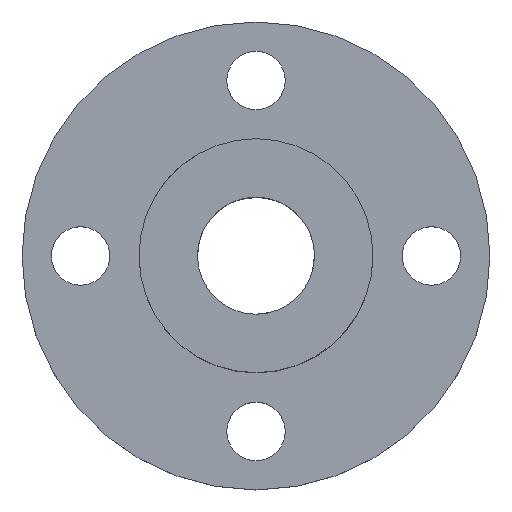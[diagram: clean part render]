
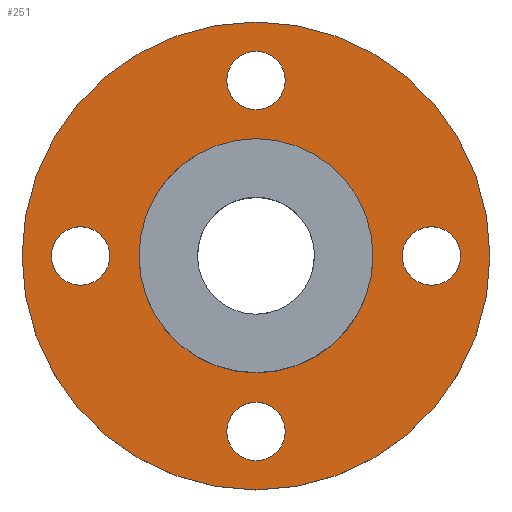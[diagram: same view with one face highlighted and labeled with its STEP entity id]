
A CAD part, top view. The second image highlights one B-rep face of the part: STEP entity #251.
In plain terms, the highlighted planar face has unit normal (0, 0, 1).
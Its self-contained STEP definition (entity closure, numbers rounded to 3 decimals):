
#16=PLANE('',#291);
#23=FACE_BOUND('',#75,.T.);
#24=FACE_BOUND('',#76,.T.);
#25=FACE_BOUND('',#77,.T.);
#26=FACE_BOUND('',#78,.T.);
#27=FACE_BOUND('',#79,.T.);
#34=CIRCLE('',#271,8.);
#37=CIRCLE('',#277,2.);
#39=CIRCLE('',#280,2.);
#41=CIRCLE('',#283,2.);
#43=CIRCLE('',#286,2.);
#45=CIRCLE('',#289,16.);
#57=FACE_OUTER_BOUND('',#74,.T.);
#74=EDGE_LOOP('',(#220));
#75=EDGE_LOOP('',(#221));
#76=EDGE_LOOP('',(#222));
#77=EDGE_LOOP('',(#223));
#78=EDGE_LOOP('',(#224));
#79=EDGE_LOOP('',(#225));
#123=VERTEX_POINT('',#520);
#126=VERTEX_POINT('',#531);
#128=VERTEX_POINT('',#537);
#130=VERTEX_POINT('',#543);
#132=VERTEX_POINT('',#549);
#134=VERTEX_POINT('',#555);
#149=EDGE_CURVE('',#123,#123,#34,.T.);
#153=EDGE_CURVE('',#126,#126,#37,.T.);
#156=EDGE_CURVE('',#128,#128,#39,.T.);
#159=EDGE_CURVE('',#130,#130,#41,.T.);
#162=EDGE_CURVE('',#132,#132,#43,.T.);
#165=EDGE_CURVE('',#134,#134,#45,.T.);
#220=ORIENTED_EDGE('',*,*,#165,.T.);
#221=ORIENTED_EDGE('',*,*,#149,.T.);
#222=ORIENTED_EDGE('',*,*,#162,.T.);
#223=ORIENTED_EDGE('',*,*,#159,.T.);
#224=ORIENTED_EDGE('',*,*,#156,.T.);
#225=ORIENTED_EDGE('',*,*,#153,.T.);
#251=ADVANCED_FACE('',(#57,#23,#24,#25,#26,#27),#16,.T.);
#271=AXIS2_PLACEMENT_3D('',#522,#306,#307);
#277=AXIS2_PLACEMENT_3D('',#532,#319,#320);
#280=AXIS2_PLACEMENT_3D('',#538,#326,#327);
#283=AXIS2_PLACEMENT_3D('',#544,#333,#334);
#286=AXIS2_PLACEMENT_3D('',#550,#340,#341);
#289=AXIS2_PLACEMENT_3D('',#556,#347,#348);
#291=AXIS2_PLACEMENT_3D('',#560,#352,#353);
#306=DIRECTION('center_axis',(0.,0.,-1.));
#307=DIRECTION('ref_axis',(-1.,0.,0.));
#319=DIRECTION('center_axis',(0.,0.,-1.));
#320=DIRECTION('ref_axis',(1.,0.,0.));
#326=DIRECTION('center_axis',(0.,0.,-1.));
#327=DIRECTION('ref_axis',(1.,0.,0.));
#333=DIRECTION('center_axis',(0.,0.,-1.));
#334=DIRECTION('ref_axis',(1.,0.,0.));
#340=DIRECTION('center_axis',(0.,0.,-1.));
#341=DIRECTION('ref_axis',(1.,0.,0.));
#347=DIRECTION('center_axis',(0.,0.,1.));
#348=DIRECTION('ref_axis',(1.,0.,0.));
#352=DIRECTION('center_axis',(0.,0.,1.));
#353=DIRECTION('ref_axis',(1.,0.,0.));
#520=CARTESIAN_POINT('',(8.,0.,3.));
#522=CARTESIAN_POINT('Origin',(0.,0.,3.));
#531=CARTESIAN_POINT('',(10.,0.,3.));
#532=CARTESIAN_POINT('Origin',(12.,0.,3.));
#537=CARTESIAN_POINT('',(-2.,-12.,3.));
#538=CARTESIAN_POINT('Origin',(0.,-12.,
3.));
#543=CARTESIAN_POINT('',(-14.,0.,3.));
#544=CARTESIAN_POINT('Origin',(-12.,0.,
3.));
#549=CARTESIAN_POINT('',(-2.,12.,3.));
#550=CARTESIAN_POINT('Origin',(0.,12.,3.));
#555=CARTESIAN_POINT('',(-16.,0.,3.));
#556=CARTESIAN_POINT('Origin',(0.,0.,3.));
#560=CARTESIAN_POINT('Origin',(0.,0.,3.));
